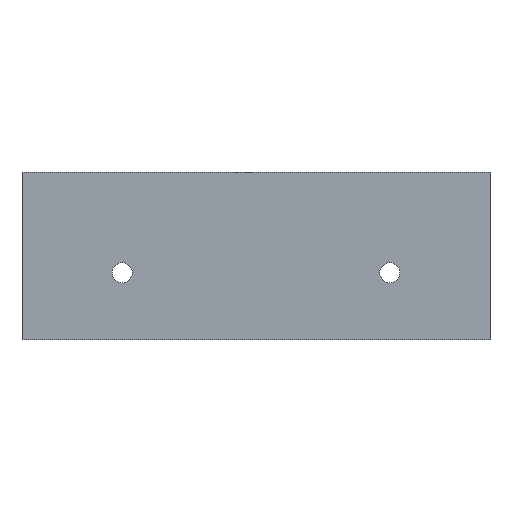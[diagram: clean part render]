
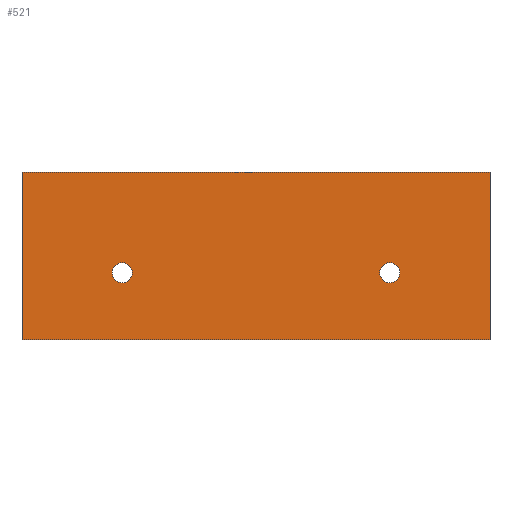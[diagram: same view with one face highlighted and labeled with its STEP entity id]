
A CAD part, front view. The second image highlights one B-rep face of the part: STEP entity #521.
In plain terms, the highlighted planar face has unit normal (0, -1, 0).
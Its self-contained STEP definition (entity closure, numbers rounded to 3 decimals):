
#371=CARTESIAN_POINT('Vertex',(107.,-5.,-25.)) ;
#385=CARTESIAN_POINT('Vertex',(113.,-5.,-25.)) ;
#388=CARTESIAN_POINT('Axis2P3D Location',(110.,-5.,-25.)) ;
#405=CARTESIAN_POINT('Axis2P3D Location',(110.,-5.,-25.)) ;
#428=CARTESIAN_POINT('Vertex',(27.,-5.,-25.)) ;
#442=CARTESIAN_POINT('Vertex',(33.,-5.,-25.)) ;
#445=CARTESIAN_POINT('Axis2P3D Location',(30.,-5.,-25.)) ;
#462=CARTESIAN_POINT('Axis2P3D Location',(30.,-5.,-25.)) ;
#474=CARTESIAN_POINT('Axis2P3D Location',(0.,-5.,0.)) ;
#479=CARTESIAN_POINT('Line Origine',(140.,-5.,-20.)) ;
#483=CARTESIAN_POINT('Vertex',(140.,-5.,5.)) ;
#485=CARTESIAN_POINT('Vertex',(140.,-5.,-45.)) ;
#488=CARTESIAN_POINT('Line Origine',(70.,-5.,5.)) ;
#492=CARTESIAN_POINT('Vertex',(0.,-5.,5.)) ;
#495=CARTESIAN_POINT('Line Origine',(0.,-5.,-20.)) ;
#499=CARTESIAN_POINT('Vertex',(0.,-5.,-45.)) ;
#502=CARTESIAN_POINT('Line Origine',(70.,-5.,-45.)) ;
#389=DIRECTION('Axis2P3D Direction',(0.,1.,-0.)) ;
#406=DIRECTION('Axis2P3D Direction',(0.,1.,-0.)) ;
#446=DIRECTION('Axis2P3D Direction',(0.,1.,-0.)) ;
#463=DIRECTION('Axis2P3D Direction',(0.,1.,-0.)) ;
#475=DIRECTION('Axis2P3D Direction',(0.,-1.,0.)) ;
#476=DIRECTION('Axis2P3D XDirection',(1.,0.,0.)) ;
#480=DIRECTION('Vector Direction',(0.,0.,1.)) ;
#489=DIRECTION('Vector Direction',(1.,0.,0.)) ;
#496=DIRECTION('Vector Direction',(0.,0.,-1.)) ;
#503=DIRECTION('Vector Direction',(-1.,0.,0.)) ;
#390=AXIS2_PLACEMENT_3D('Circle Axis2P3D',#388,#389,$) ;
#407=AXIS2_PLACEMENT_3D('Circle Axis2P3D',#405,#406,$) ;
#447=AXIS2_PLACEMENT_3D('Circle Axis2P3D',#445,#446,$) ;
#464=AXIS2_PLACEMENT_3D('Circle Axis2P3D',#462,#463,$) ;
#477=AXIS2_PLACEMENT_3D('Plane Axis2P3D',#474,#475,#476) ;
#508=ORIENTED_EDGE('',*,*,#487,.F.) ;
#509=ORIENTED_EDGE('',*,*,#494,.T.) ;
#510=ORIENTED_EDGE('',*,*,#501,.F.) ;
#511=ORIENTED_EDGE('',*,*,#506,.T.) ;
#514=ORIENTED_EDGE('',*,*,#392,.T.) ;
#515=ORIENTED_EDGE('',*,*,#409,.T.) ;
#518=ORIENTED_EDGE('',*,*,#449,.T.) ;
#519=ORIENTED_EDGE('',*,*,#466,.T.) ;
#516=FACE_BOUND('',#513,.T.) ;
#520=FACE_BOUND('',#517,.T.) ;
#481=VECTOR('Line Direction',#480,1.) ;
#490=VECTOR('Line Direction',#489,1.) ;
#497=VECTOR('Line Direction',#496,1.) ;
#504=VECTOR('Line Direction',#503,1.) ;
#521=ADVANCED_FACE('Corps principal',(#512,#516,#520),#478,.T.) ;
#391=CIRCLE('generated circle',#390,3.) ;
#408=CIRCLE('generated circle',#407,3.) ;
#448=CIRCLE('generated circle',#447,3.) ;
#465=CIRCLE('generated circle',#464,3.) ;
#392=EDGE_CURVE('',#372,#386,#391,.T.) ;
#409=EDGE_CURVE('',#386,#372,#408,.T.) ;
#449=EDGE_CURVE('',#429,#443,#448,.T.) ;
#466=EDGE_CURVE('',#443,#429,#465,.T.) ;
#487=EDGE_CURVE('',#484,#486,#482,.F.) ;
#494=EDGE_CURVE('',#484,#493,#491,.F.) ;
#501=EDGE_CURVE('',#500,#493,#498,.F.) ;
#506=EDGE_CURVE('',#500,#486,#505,.F.) ;
#507=EDGE_LOOP('',(#508,#509,#510,#511)) ;
#513=EDGE_LOOP('',(#514,#515)) ;
#517=EDGE_LOOP('',(#518,#519)) ;
#512=FACE_OUTER_BOUND('',#507,.T.) ;
#482=LINE('Line',#479,#481) ;
#491=LINE('Line',#488,#490) ;
#498=LINE('Line',#495,#497) ;
#505=LINE('Line',#502,#504) ;
#478=PLANE('Plane',#477) ;
#372=VERTEX_POINT('',#371) ;
#386=VERTEX_POINT('',#385) ;
#429=VERTEX_POINT('',#428) ;
#443=VERTEX_POINT('',#442) ;
#484=VERTEX_POINT('',#483) ;
#486=VERTEX_POINT('',#485) ;
#493=VERTEX_POINT('',#492) ;
#500=VERTEX_POINT('',#499) ;
